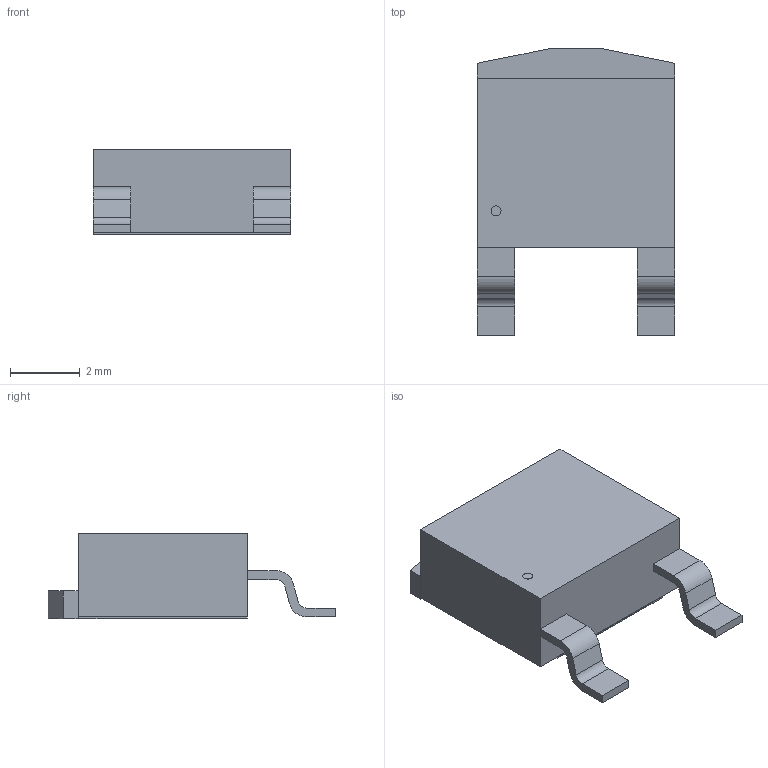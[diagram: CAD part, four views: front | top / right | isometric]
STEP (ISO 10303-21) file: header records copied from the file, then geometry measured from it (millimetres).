
FILE_DESCRIPTION(('STEP AP214'),'1');
FILE_NAME('TO252-3L','2019-07-21T08:13:51',(''),(''),'','','');
FILE_SCHEMA(('AUTOMOTIVE_DESIGN'));
Length unit declared in the file: millimetre
Products named in the file (1): product
Bounding box: 5.64 x 8.22 x 2.44 mm (x, y, z)
Volume: 0 mm3; surface area: 178.5 mm2
Topology: 1 solids, 51 shells, 53 faces, 255 edges, 254 vertices
Faces by surface type: plane 44, cylinder 9
Full cylindrical faces by diameter (mm): 0.282 x1
Entity records: 2862 total; most frequent: CARTESIAN_POINT 563, VERTEX_POINT 506, DIRECTION 398, ORIENTED_EDGE 256, EDGE_CURVE 254, LINE 220, VECTOR 220, AXIS2_PLACEMENT_3D 89
